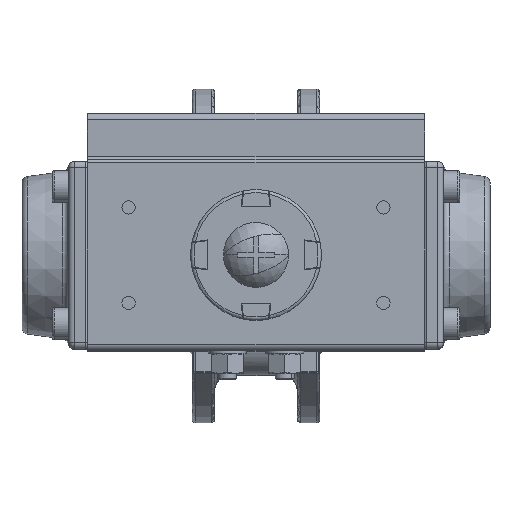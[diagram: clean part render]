
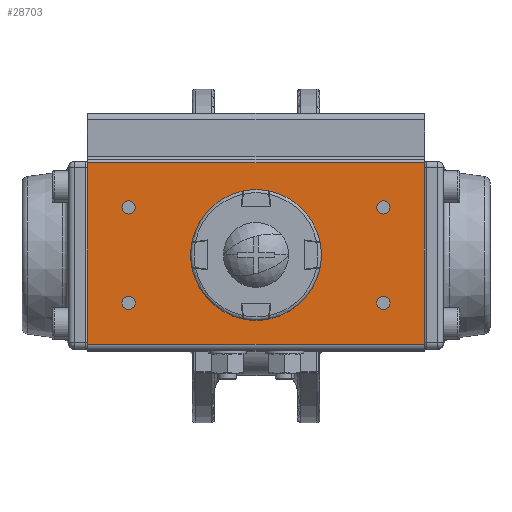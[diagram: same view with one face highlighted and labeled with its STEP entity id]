
A CAD part, top view. The second image highlights one B-rep face of the part: STEP entity #28703.
In plain terms, the highlighted planar face has unit normal (0, 0, 1).
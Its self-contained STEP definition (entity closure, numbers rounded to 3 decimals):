
#28564=CARTESIAN_POINT('',(53.,-27.911,125.5));
#28565=DIRECTION('',(0.,0.,-1.));
#28566=DIRECTION('',(-1.,-0.,-0.));
#28567=AXIS2_PLACEMENT_3D('',#28564,#28565,#28566);
#28568=PLANE('',#28567);
#28569=CARTESIAN_POINT('',(-37.9,-14.911,125.5));
#28570=VERTEX_POINT('',#28569);
#28571=CARTESIAN_POINT('',(-42.1,-14.911,125.5));
#28572=VERTEX_POINT('',#28571);
#28573=CARTESIAN_POINT('',(-40.,-14.911,125.5));
#28574=DIRECTION('',(-0.,-0.,1.));
#28575=DIRECTION('',(1.,0.,0.));
#28576=AXIS2_PLACEMENT_3D('',#28573,#28574,#28575);
#28577=CIRCLE('',#28576,2.1);
#28578=EDGE_CURVE('NONE',#28570,#28572,#28577,.T.);
#28579=ORIENTED_EDGE('',*,*,#28578,.F.);
#28580=CARTESIAN_POINT('',(-40.,-14.911,125.5));
#28581=DIRECTION('',(-0.,-0.,1.));
#28582=DIRECTION('',(1.,0.,0.));
#28583=AXIS2_PLACEMENT_3D('',#28580,#28581,#28582);
#28584=CIRCLE('',#28583,2.1);
#28585=EDGE_CURVE('NONE',#28572,#28570,#28584,.T.);
#28586=ORIENTED_EDGE('',*,*,#28585,.F.);
#28587=EDGE_LOOP('',(#28579,#28586));
#28588=FACE_BOUND('',#28587,.T.);
#28589=CARTESIAN_POINT('',(-37.9,15.089,125.5));
#28590=VERTEX_POINT('',#28589);
#28591=CARTESIAN_POINT('',(-42.1,15.089,125.5));
#28592=VERTEX_POINT('',#28591);
#28593=CARTESIAN_POINT('',(-40.,15.089,125.5));
#28594=DIRECTION('',(-0.,-0.,1.));
#28595=DIRECTION('',(1.,0.,0.));
#28596=AXIS2_PLACEMENT_3D('',#28593,#28594,#28595);
#28597=CIRCLE('',#28596,2.1);
#28598=EDGE_CURVE('NONE',#28590,#28592,#28597,.T.);
#28599=ORIENTED_EDGE('',*,*,#28598,.F.);
#28600=CARTESIAN_POINT('',(-40.,15.089,125.5));
#28601=DIRECTION('',(-0.,-0.,1.));
#28602=DIRECTION('',(1.,0.,0.));
#28603=AXIS2_PLACEMENT_3D('',#28600,#28601,#28602);
#28604=CIRCLE('',#28603,2.1);
#28605=EDGE_CURVE('NONE',#28592,#28590,#28604,.T.);
#28606=ORIENTED_EDGE('',*,*,#28605,.F.);
#28607=EDGE_LOOP('',(#28599,#28606));
#28608=FACE_BOUND('',#28607,.T.);
#28609=CARTESIAN_POINT('',(42.1,15.089,125.5));
#28610=VERTEX_POINT('',#28609);
#28611=CARTESIAN_POINT('',(37.9,15.089,125.5));
#28612=VERTEX_POINT('',#28611);
#28613=CARTESIAN_POINT('',(40.,15.089,125.5));
#28614=DIRECTION('',(-0.,-0.,1.));
#28615=DIRECTION('',(1.,0.,0.));
#28616=AXIS2_PLACEMENT_3D('',#28613,#28614,#28615);
#28617=CIRCLE('',#28616,2.1);
#28618=EDGE_CURVE('NONE',#28610,#28612,#28617,.T.);
#28619=ORIENTED_EDGE('',*,*,#28618,.F.);
#28620=CARTESIAN_POINT('',(40.,15.089,125.5));
#28621=DIRECTION('',(-0.,-0.,1.));
#28622=DIRECTION('',(1.,0.,0.));
#28623=AXIS2_PLACEMENT_3D('',#28620,#28621,#28622);
#28624=CIRCLE('',#28623,2.1);
#28625=EDGE_CURVE('NONE',#28612,#28610,#28624,.T.);
#28626=ORIENTED_EDGE('',*,*,#28625,.F.);
#28627=EDGE_LOOP('',(#28619,#28626));
#28628=FACE_BOUND('',#28627,.T.);
#28629=CARTESIAN_POINT('',(42.1,-14.911,125.5));
#28630=VERTEX_POINT('',#28629);
#28631=CARTESIAN_POINT('',(37.9,-14.911,125.5));
#28632=VERTEX_POINT('',#28631);
#28633=CARTESIAN_POINT('',(40.,-14.911,125.5));
#28634=DIRECTION('',(-0.,-0.,1.));
#28635=DIRECTION('',(1.,0.,0.));
#28636=AXIS2_PLACEMENT_3D('',#28633,#28634,#28635);
#28637=CIRCLE('',#28636,2.1);
#28638=EDGE_CURVE('NONE',#28630,#28632,#28637,.T.);
#28639=ORIENTED_EDGE('',*,*,#28638,.F.);
#28640=CARTESIAN_POINT('',(40.,-14.911,125.5));
#28641=DIRECTION('',(-0.,-0.,1.));
#28642=DIRECTION('',(1.,0.,0.));
#28643=AXIS2_PLACEMENT_3D('',#28640,#28641,#28642);
#28644=CIRCLE('',#28643,2.1);
#28645=EDGE_CURVE('NONE',#28632,#28630,#28644,.T.);
#28646=ORIENTED_EDGE('',*,*,#28645,.F.);
#28647=EDGE_LOOP('',(#28639,#28646));
#28648=FACE_BOUND('',#28647,.T.);
#28649=CARTESIAN_POINT('',(52.787,29.089,125.5));
#28650=VERTEX_POINT('',#28649);
#28651=CARTESIAN_POINT('',(-52.786,29.089,125.5));
#28652=VERTEX_POINT('',#28651);
#28653=CARTESIAN_POINT('',(52.787,29.089,125.5));
#28654=DIRECTION('',(-1.,-0.,-0.));
#28655=VECTOR('',#28654,105.573);
#28656=LINE('',#28653,#28655);
#28657=EDGE_CURVE('',#28650,#28652,#28656,.T.);
#28658=ORIENTED_EDGE('',*,*,#28657,.T.);
#28659=CARTESIAN_POINT('',(-52.786,-27.911,125.5));
#28660=VERTEX_POINT('',#28659);
#28661=CARTESIAN_POINT('',(-52.786,29.089,125.5));
#28662=DIRECTION('',(0.,-1.,0.));
#28663=VECTOR('',#28662,57.);
#28664=LINE('',#28661,#28663);
#28665=EDGE_CURVE('',#28652,#28660,#28664,.T.);
#28666=ORIENTED_EDGE('',*,*,#28665,.T.);
#28667=CARTESIAN_POINT('',(52.787,-27.911,125.5));
#28668=VERTEX_POINT('',#28667);
#28669=CARTESIAN_POINT('',(52.787,-27.911,125.5));
#28670=DIRECTION('',(-1.,-0.,-0.));
#28671=VECTOR('',#28670,105.573);
#28672=LINE('',#28669,#28671);
#28673=EDGE_CURVE('',#28668,#28660,#28672,.T.);
#28674=ORIENTED_EDGE('',*,*,#28673,.F.);
#28675=CARTESIAN_POINT('',(52.787,-27.911,125.5));
#28676=DIRECTION('',(-0.,1.,-0.));
#28677=VECTOR('',#28676,57.);
#28678=LINE('',#28675,#28677);
#28679=EDGE_CURVE('',#28668,#28650,#28678,.T.);
#28680=ORIENTED_EDGE('',*,*,#28679,.T.);
#28681=EDGE_LOOP('',(#28658,#28666,#28674,#28680));
#28682=FACE_BOUND('',#28681,.T.);
#28683=CARTESIAN_POINT('',(7.,0.089,125.5));
#28684=VERTEX_POINT('',#28683);
#28685=CARTESIAN_POINT('',(-7.,0.089,125.5));
#28686=VERTEX_POINT('',#28685);
#28687=CARTESIAN_POINT('',(0.,0.089,125.5));
#28688=DIRECTION('',(0.,0.,-1.));
#28689=DIRECTION('',(1.,0.,0.));
#28690=AXIS2_PLACEMENT_3D('',#28687,#28688,#28689);
#28691=CIRCLE('',#28690,7.);
#28692=EDGE_CURVE('',#28684,#28686,#28691,.T.);
#28693=ORIENTED_EDGE('',*,*,#28692,.T.);
#28694=CARTESIAN_POINT('',(0.,0.089,125.5));
#28695=DIRECTION('',(0.,0.,-1.));
#28696=DIRECTION('',(1.,0.,0.));
#28697=AXIS2_PLACEMENT_3D('',#28694,#28695,#28696);
#28698=CIRCLE('',#28697,7.);
#28699=EDGE_CURVE('',#28686,#28684,#28698,.T.);
#28700=ORIENTED_EDGE('',*,*,#28699,.T.);
#28701=EDGE_LOOP('',(#28693,#28700));
#28702=FACE_BOUND('',#28701,.T.);
#28703=ADVANCED_FACE('',(#28588,#28608,#28628,#28648,#28682,#28702),#28568,.F.);
